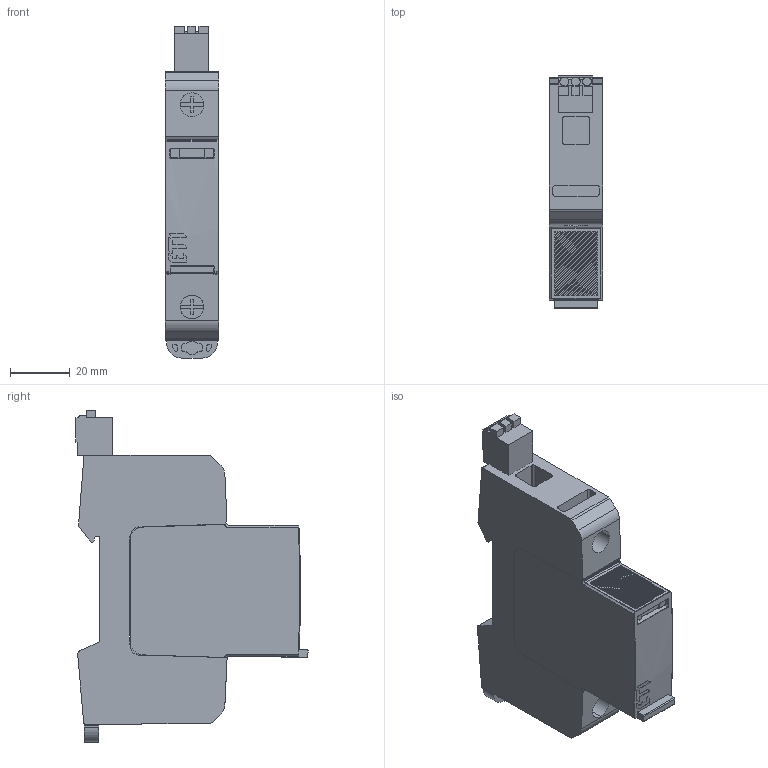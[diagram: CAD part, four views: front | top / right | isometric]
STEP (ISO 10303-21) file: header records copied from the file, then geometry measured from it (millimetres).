
FILE_DESCRIPTION((''),'2;1');
FILE_NAME('ETIMAT_ML_30_ASM','2021-10-25T',('marketing.praksa'),('Audax d.o.o.'),'CREO PARAMETRIC BY PTC INC, 2017480','CREO PARAMETRIC BY PTC INC, 2017480','');
FILE_SCHEMA(('AUTOMOTIVE_DESIGN { 1 0 10303 214 1 1 1 1 }'));
Length unit declared in the file: millimetre
Products named in the file (18): IZ59_A569_MOD_ETITEC_ML_T123__1; PRT0018_1; PRT0019_1_1; PRT0019_1_2; PRT0019_1_3; PRT0019_1_ASM; PRT9567; ETITEC_ML_MODU_ASM_1_ASM; PRT0017_1_2; PRT0017; PRT0020_1; PRT0022; RC_WHH_1_1_1_1_1; RC_WHH_1_2_1_1_1; RC_WHH_1_3_1_1_1; RC_WHH_1_ASM_1_ASM_1_1_ASM; PRT0017_1_1_1_1_1_1; ETIMAT_ML_30_ASM
Assembly tree (17 placements, depth 4):
  ETIMAT_ML_30_ASM
    ETITEC_ML_MODU_ASM_1_ASM
      IZ59_A569_MOD_ETITEC_ML_T123__1
      PRT0018_1
      PRT0019_1_ASM
        PRT0019_1_1
        PRT0019_1_2
        PRT0019_1_3
      PRT9567
    PRT0017_1_2
    PRT0017
    PRT0020_1
    PRT0022
    RC_WHH_1_ASM_1_ASM_1_1_ASM
      RC_WHH_1_1_1_1_1
      RC_WHH_1_2_1_1_1
      RC_WHH_1_3_1_1_1
    PRT0017_1_1_1_1_1_1
Bounding box: 18 x 77.85 x 111.37 mm (x, y, z)
Volume: 91585.6 mm3; surface area: 28715.1 mm2
Topology: 14 solids, 16 shells, 794 faces, 2215 edges, 1497 vertices
Faces by surface type: plane 425, cylinder 287, bspline 25, torus 22, sphere 17, extrusion 14, cone 4
Entity records: 37118 total; most frequent: CARTESIAN_POINT 7675, ORIENTED_EDGE 4396, DIRECTION 4334, EDGE_CURVE 2198, PRESENTATION_STYLE_ASSIGNMENT 1551, STYLED_ITEM 1551, AXIS2_PLACEMENT_3D 1543, VERTEX_POINT 1497
